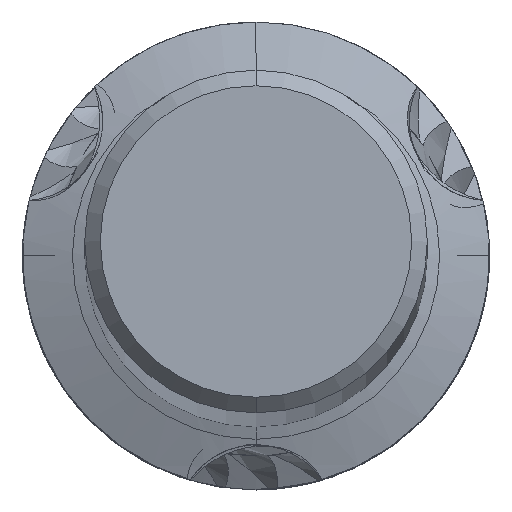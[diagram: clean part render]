
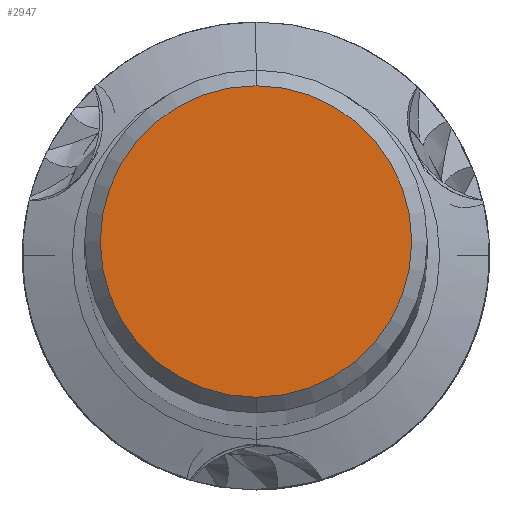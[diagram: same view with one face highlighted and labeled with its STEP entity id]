
A CAD part, top view. The second image highlights one B-rep face of the part: STEP entity #2947.
In plain terms, the highlighted planar face has unit normal (0, 0, 1).
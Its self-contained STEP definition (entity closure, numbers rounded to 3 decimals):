
#1693=EDGE_CURVE('',#4419,#3781,#4659,.T.);
#2947=ADVANCED_FACE('',(#6025),#6026,.T.);
#3781=VERTEX_POINT('',#6938);
#4271=EDGE_CURVE('',#3781,#4419,#7469,.T.);
#4419=VERTEX_POINT('',#7632);
#4659=CIRCLE('',#8125,1.0);
#6025=FACE_OUTER_BOUND('',#11750,.T.);
#6026=PLANE('',#11751);
#6938=CARTESIAN_POINT('',(0.,-1.0,0.0));
#7469=CIRCLE('',#15540,1.0);
#7632=CARTESIAN_POINT('',(0.0,1.0,0.0));
#8125=AXIS2_PLACEMENT_3D('',#16128,#16129,#16130);
#11750=EDGE_LOOP('',(#17676,#17677));
#11751=AXIS2_PLACEMENT_3D('',#17678,#17679,#17680);
#15540=AXIS2_PLACEMENT_3D('',#19263,#19264,#19265);
#16128=CARTESIAN_POINT('',(0.0,0.0,0.0));
#16129=DIRECTION('',(0.0,0.0,-1.0));
#16130=DIRECTION('',(0.0,1.0,0.0));
#17676=ORIENTED_EDGE('',*,*,#1693,.F.);
#17677=ORIENTED_EDGE('',*,*,#4271,.F.);
#17678=CARTESIAN_POINT('',(0.0,0.5,0.0));
#17679=DIRECTION('',(-0.0,0.0,1.0));
#17680=DIRECTION('',(0.0,-1.0,0.0));
#19263=CARTESIAN_POINT('',(0.0,0.0,0.0));
#19264=DIRECTION('',(0.0,0.0,-1.0));
#19265=DIRECTION('',(0.0,1.0,0.0));
